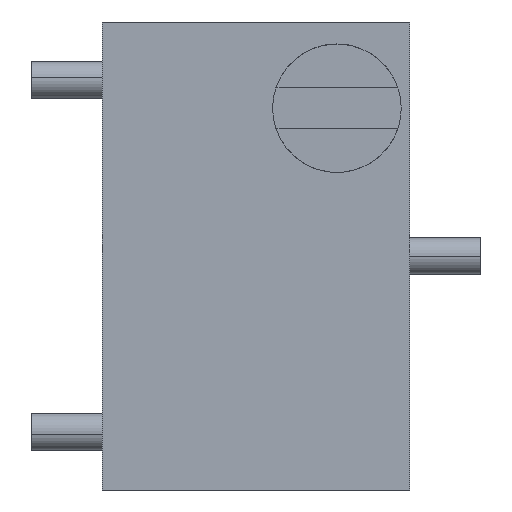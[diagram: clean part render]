
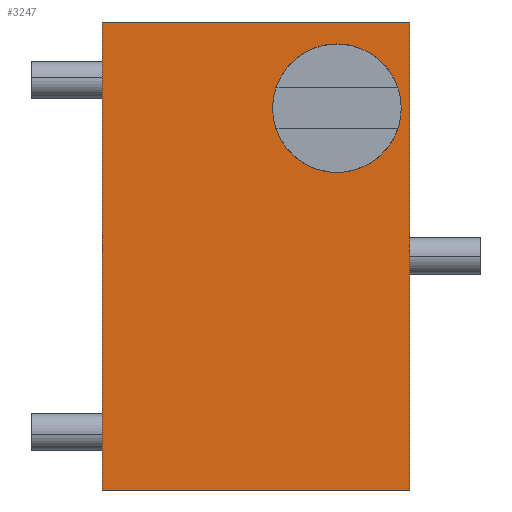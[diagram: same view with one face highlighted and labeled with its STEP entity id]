
A CAD part, left-side view. The second image highlights one B-rep face of the part: STEP entity #3247.
In plain terms, the highlighted planar face has unit normal (-1, 0, 0).
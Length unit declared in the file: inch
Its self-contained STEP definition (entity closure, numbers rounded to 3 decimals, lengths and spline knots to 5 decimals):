
#251=DIRECTION('',(0.,0.,1.));
#252=VECTOR('',#251,0.266);
#253=CARTESIAN_POINT('',(-0.242,0.175,-0.243));
#254=LINE('',#253,#252);
#1073=DIRECTION('',(0.,1.,0.));
#1074=VECTOR('',#1073,0.175);
#1075=CARTESIAN_POINT('',(-0.242,0.,0.023));
#1076=LINE('',#1075,#1074);
#1089=DIRECTION('',(0.,0.,1.));
#1090=VECTOR('',#1089,0.266);
#1091=CARTESIAN_POINT('',(-0.242,0.,-0.243));
#1092=LINE('',#1091,#1090);
#1097=DIRECTION('',(0.,1.,0.));
#1098=VECTOR('',#1097,0.175);
#1099=CARTESIAN_POINT('',(-0.242,0.,-0.243));
#1100=LINE('',#1099,#1098);
#1101=CARTESIAN_POINT('',(-0.242,0.0415,-0.026));
#1102=DIRECTION('',(-1.,0.,0.));
#1103=DIRECTION('',(0.,-1.,0.));
#1104=AXIS2_PLACEMENT_3D('',#1101,#1102,#1103);
#1106=CARTESIAN_POINT('',(-0.242,0.0415,-0.026));
#1107=DIRECTION('',(-1.,0.,0.));
#1108=DIRECTION('',(0.,1.,0.));
#1109=AXIS2_PLACEMENT_3D('',#1106,#1107,#1108);
#1408=CARTESIAN_POINT('',(-0.242,0.,-0.243));
#1409=CARTESIAN_POINT('',(-0.242,0.,0.023));
#1410=VERTEX_POINT('',#1408);
#1411=VERTEX_POINT('',#1409);
#1412=CARTESIAN_POINT('',(-0.242,0.175,-0.243));
#1413=CARTESIAN_POINT('',(-0.242,0.175,0.023));
#1414=VERTEX_POINT('',#1412);
#1415=VERTEX_POINT('',#1413);
#1644=CARTESIAN_POINT('',(-0.242,0.005,-0.026));
#1645=CARTESIAN_POINT('',(-0.242,0.078,-0.026));
#1646=VERTEX_POINT('',#1644);
#1647=VERTEX_POINT('',#1645);
#3230=CARTESIAN_POINT('',(-0.242,0.,-0.243));
#3231=DIRECTION('',(-1.,0.,0.));
#3232=DIRECTION('',(0.,0.,1.));
#3233=AXIS2_PLACEMENT_3D('',#3230,#3231,#3232);
#3234=PLANE('',#3233);
#3235=ORIENTED_EDGE('',*,*,#3224,.F.);
#3236=ORIENTED_EDGE('',*,*,#3145,.T.);
#3237=ORIENTED_EDGE('',*,*,#2153,.T.);
#3238=ORIENTED_EDGE('',*,*,#3195,.F.);
#3239=EDGE_LOOP('',(#3235,#3236,#3237,#3238));
#3240=FACE_OUTER_BOUND('',#3239,.F.);
#3242=ORIENTED_EDGE('',*,*,#3241,.T.);
#3244=ORIENTED_EDGE('',*,*,#3243,.T.);
#3245=EDGE_LOOP('',(#3242,#3244));
#3246=FACE_BOUND('',#3245,.F.);
#3247=ADVANCED_FACE('',(#3240,#3246),#3234,.T.);
#1105=CIRCLE('',#1104,0.0365);
#1110=CIRCLE('',#1109,0.0365);
#2153=EDGE_CURVE('',#1414,#1415,#254,.T.);
#3145=EDGE_CURVE('',#1410,#1414,#1100,.T.);
#3195=EDGE_CURVE('',#1411,#1415,#1076,.T.);
#3224=EDGE_CURVE('',#1410,#1411,#1092,.T.);
#3241=EDGE_CURVE('',#1646,#1647,#1105,.T.);
#3243=EDGE_CURVE('',#1647,#1646,#1110,.T.);
